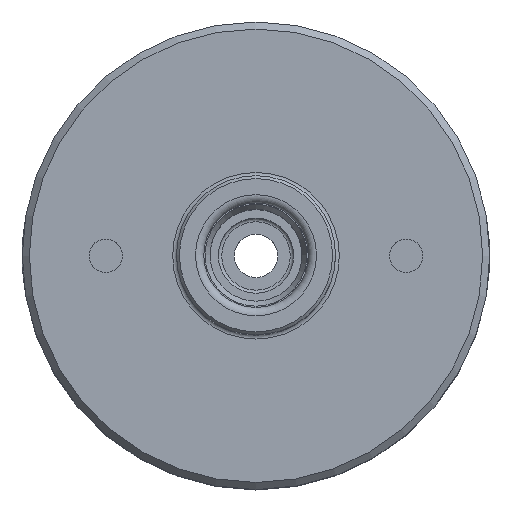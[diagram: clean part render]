
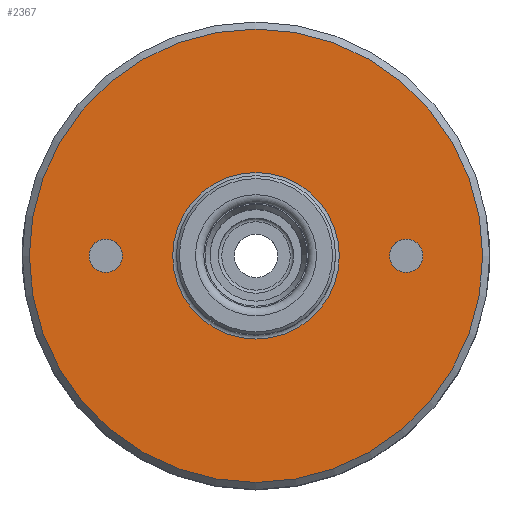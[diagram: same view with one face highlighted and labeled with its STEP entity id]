
A CAD part, top view. The second image highlights one B-rep face of the part: STEP entity #2367.
In plain terms, the highlighted planar face has unit normal (0, 0, 1).
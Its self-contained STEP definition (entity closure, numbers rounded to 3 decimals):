
#65=PLANE('',#2589);
#341=ORIENTED_EDGE('',*,*,#532,.F.);
#342=ORIENTED_EDGE('',*,*,#540,.F.);
#343=ORIENTED_EDGE('',*,*,#521,.T.);
#344=ORIENTED_EDGE('',*,*,#520,.T.);
#520=EDGE_CURVE('',#656,#656,#787,.T.);
#521=EDGE_CURVE('',#657,#657,#788,.T.);
#532=EDGE_CURVE('',#668,#668,#799,.T.);
#540=EDGE_CURVE('',#676,#676,#807,.T.);
#656=VERTEX_POINT('',#4136);
#657=VERTEX_POINT('',#4139);
#668=VERTEX_POINT('',#4171);
#676=VERTEX_POINT('',#4195);
#787=CIRCLE('',#2551,2.);
#788=CIRCLE('',#2553,2.);
#799=CIRCLE('',#2574,9.975);
#807=CIRCLE('',#2590,27.15);
#1008=EDGE_LOOP('',(#341));
#1009=EDGE_LOOP('',(#342));
#1010=EDGE_LOOP('',(#343));
#1011=EDGE_LOOP('',(#344));
#1267=FACE_BOUND('',#1008,.T.);
#1268=FACE_BOUND('',#1009,.T.);
#1269=FACE_BOUND('',#1010,.T.);
#1270=FACE_BOUND('',#1011,.T.);
#2367=ADVANCED_FACE('',(#1267,#1268,#1269,#1270),#65,.F.);
#2551=AXIS2_PLACEMENT_3D('',#4135,#2938,#2939);
#2553=AXIS2_PLACEMENT_3D('',#4138,#2942,#2943);
#2574=AXIS2_PLACEMENT_3D('',#4170,#2984,#2985);
#2589=AXIS2_PLACEMENT_3D('',#4193,#3014,#3015);
#2590=AXIS2_PLACEMENT_3D('',#4194,#3016,#3017);
#2938=DIRECTION('',(0.,0.,-1.));
#2939=DIRECTION('',(-1.,0.,0.));
#2942=DIRECTION('',(0.,0.,-1.));
#2943=DIRECTION('',(-1.,0.,0.));
#2984=DIRECTION('',(0.,0.,1.));
#2985=DIRECTION('',(1.,0.,0.));
#3014=DIRECTION('',(0.,0.,-1.));
#3015=DIRECTION('',(-1.,0.,0.));
#3016=DIRECTION('',(0.,0.,-1.));
#3017=DIRECTION('',(-1.,0.,0.));
#4135=CARTESIAN_POINT('',(18.,0.,25.5));
#4136=CARTESIAN_POINT('',(16.,0.,25.5));
#4138=CARTESIAN_POINT('',(-18.,0.,25.5));
#4139=CARTESIAN_POINT('',(-20.,0.,25.5));
#4170=CARTESIAN_POINT('',(0.,0.,25.5));
#4171=CARTESIAN_POINT('',(9.975,0.,25.5));
#4193=CARTESIAN_POINT('',(28.15,0.,25.5));
#4194=CARTESIAN_POINT('',(0.,0.,25.5));
#4195=CARTESIAN_POINT('',(-27.15,0.,25.5));
